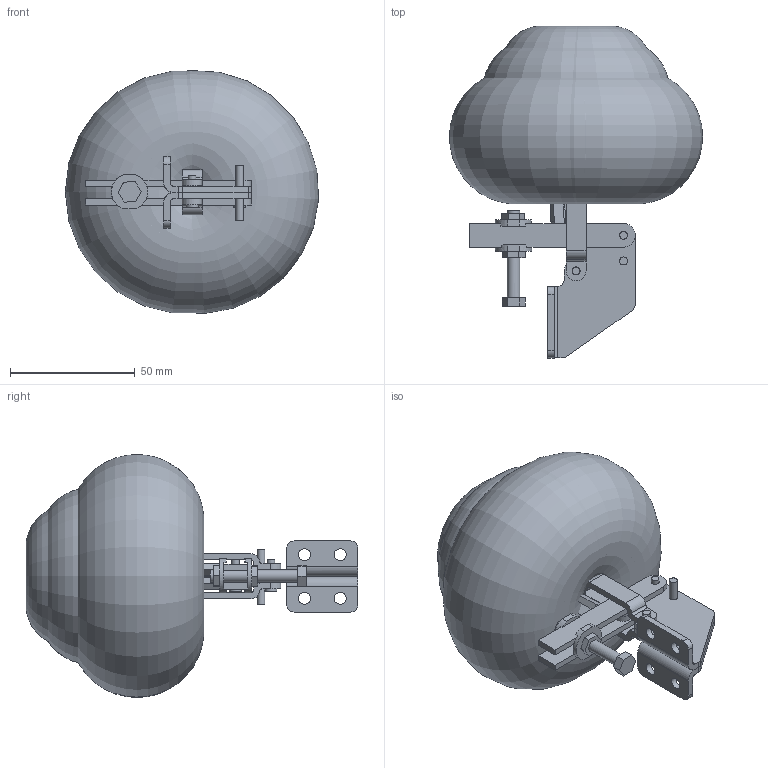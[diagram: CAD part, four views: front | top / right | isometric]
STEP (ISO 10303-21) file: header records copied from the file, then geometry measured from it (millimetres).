
FILE_DESCRIPTION(/* description */ ('Alibre Inc.'),/* implementation_level */ '2;1');
FILE_NAME(/* name */ 'export0',/* time_stamp */ '2012-02-17T12:10:49+01:00',/* author */ (''),/* organization */ (''),/* preprocessor_version */ 'ST-DEVELOPER v12',/* originating_system */ 'Alibre',/* authorisation */ '');
FILE_SCHEMA (('CONFIG_CONTROL_DESIGN'));
Length unit declared in the file: millimetre
Products named in the file (1): ID_1
Bounding box: 101.51 x 133.05 x 97.42 mm (x, y, z)
Volume: 17462.7 mm3; surface area: 138095.3 mm2
Topology: 19 solids, 20 shells, 295 faces, 754 edges, 463 vertices
Faces by surface type: plane 141, cylinder 136, torus 16, bspline 2
Full cylindrical faces by diameter (mm): 3.105 x4, 3.175 x1, 3.2 x6, 3.225 x12, 4.8 x8, 5 x3, 5.2 x2
Entity records: 8450 total; most frequent: CARTESIAN_POINT 1446, DIRECTION 1393, ORIENTED_EDGE 1364, EDGE_CURVE 682, AXIS2_PLACEMENT_3D 585, VERTEX_POINT 435, EDGE_LOOP 388, FACE_BOUND 388
